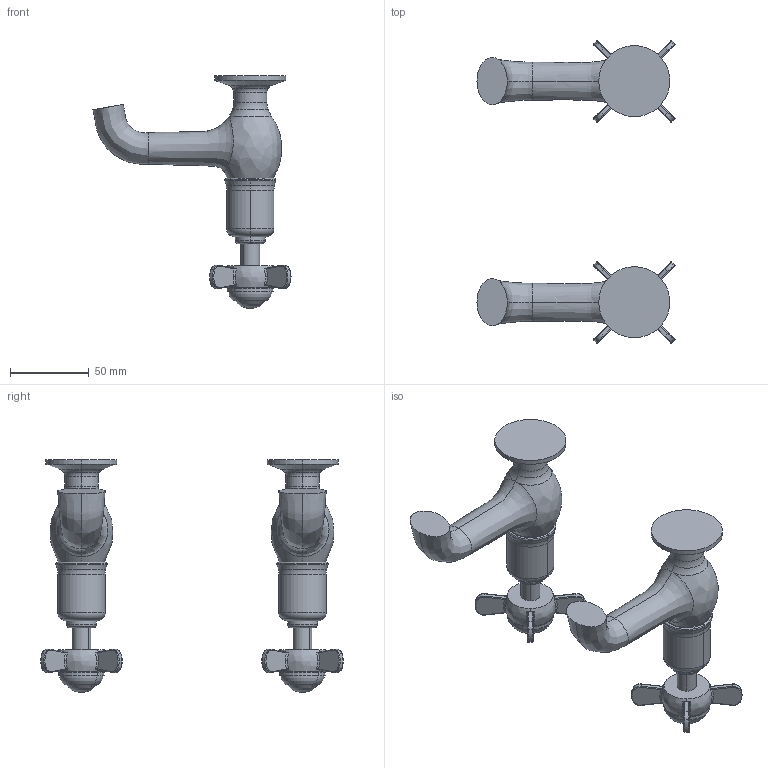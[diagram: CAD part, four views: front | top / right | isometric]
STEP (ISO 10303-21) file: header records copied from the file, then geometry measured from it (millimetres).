
FILE_DESCRIPTION((''),'2;1');
FILE_NAME('98025_ASM','2018-08-12T',('MQ'),(''),'PRO/ENGINEER BY PARAMETRIC TECHNOLOGY CORPORATION, 2012130','PRO/ENGINEER BY PARAMETRIC TECHNOLOGY CORPORATION, 2012130','');
FILE_SCHEMA(('CONFIG_CONTROL_DESIGN'));
Products named in the file (10): MANIFOLD_SOLID_BREP_703; MANIFOLD_SOLID_BREP_707; MANIFOLD_SOLID_BREP_708; MANIFOLD_SOLID_BREP_711; ADMI46AFOI1Z_ASM; ACCROSSHANDLE-04; ACCROSSHANDLE-03; ACC-05; ACCROSSHANDLE_ASM; 98025_ASM
Assembly tree (10 placements, depth 3):
  98025_ASM
    ADMI46AFOI1Z_ASM
      MANIFOLD_SOLID_BREP_703
      MANIFOLD_SOLID_BREP_707
      MANIFOLD_SOLID_BREP_708
      MANIFOLD_SOLID_BREP_711
    ACCROSSHANDLE_ASM  x2
      ACCROSSHANDLE-04
      ACCROSSHANDLE-03
      ACC-05
Bounding box: 125.38 x 191.56 x 147.5 mm (x, y, z)
Volume: 234077.1 mm3; surface area: 66639.2 mm2
Topology: 10 solids, 10 shells, 372 faces, 824 edges, 484 vertices
Faces by surface type: torus 108, cylinder 100, bspline 80, plane 64, cone 16, sphere 4
Entity records: 12931 total; most frequent: CARTESIAN_POINT 7401, DIRECTION 1212, ORIENTED_EDGE 1076, AXIS2_PLACEMENT_3D 554, EDGE_CURVE 538, CIRCLE 322, VERTEX_POINT 313, EDGE_LOOP 267
